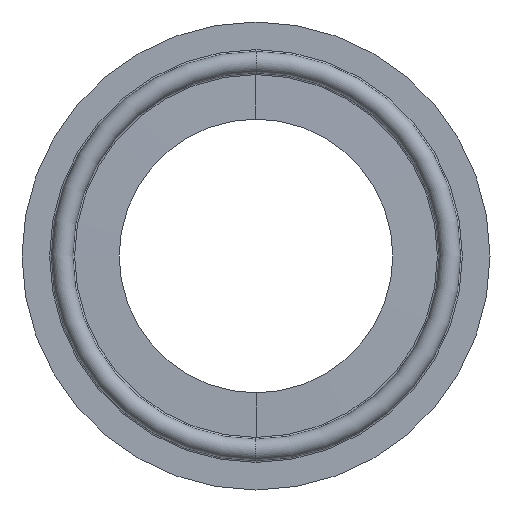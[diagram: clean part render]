
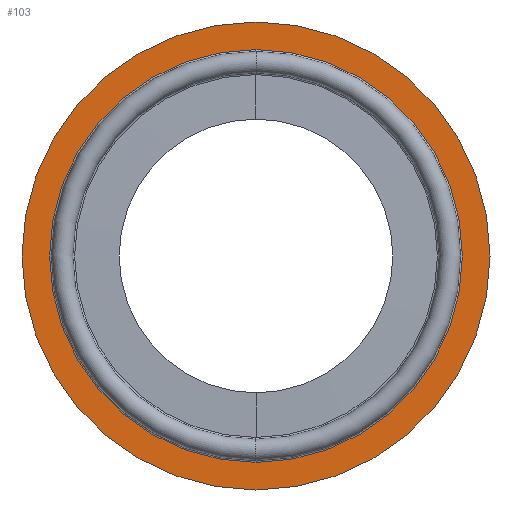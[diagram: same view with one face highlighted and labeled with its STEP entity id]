
A CAD part, left-side view. The second image highlights one B-rep face of the part: STEP entity #103.
In plain terms, the highlighted planar face has unit normal (-1, 0, 0).
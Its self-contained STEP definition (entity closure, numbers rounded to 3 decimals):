
#3 = VERTEX_POINT ( 'NONE', #139 ) ;
#17 = CARTESIAN_POINT ( 'NONE',  ( -0.9, 0., 0. ) ) ;
#47 = EDGE_CURVE ( 'NONE', #3, #416, #452, .T. ) ;
#52 = ORIENTED_EDGE ( 'NONE', *, *, #818, .T. ) ;
#57 = ORIENTED_EDGE ( 'NONE', *, *, #381, .T. ) ;
#60 = DIRECTION ( 'NONE',  ( 0., 0., -1. ) ) ;
#88 = EDGE_LOOP ( 'NONE', ( #52, #57 ) ) ;
#103 = ADVANCED_FACE ( 'NONE', ( #622, #692 ), #899, .F. ) ;
#139 = CARTESIAN_POINT ( 'NONE',  ( -0.9, 0., -26.25 ) ) ;
#140 = DIRECTION ( 'NONE',  ( 0., 0., -1. ) ) ;
#147 = AXIS2_PLACEMENT_3D ( 'NONE', #645, #856, #319 ) ;
#195 = DIRECTION ( 'NONE',  ( 1., 0., 0. ) ) ;
#198 = EDGE_CURVE ( 'NONE', #416, #3, #868, .T. ) ;
#263 = VERTEX_POINT ( 'NONE', #785 ) ;
#319 = DIRECTION ( 'NONE',  ( 0., 0., 1. ) ) ;
#328 = VERTEX_POINT ( 'NONE', #440 ) ;
#381 = EDGE_CURVE ( 'NONE', #263, #328, #524, .T. ) ;
#392 = AXIS2_PLACEMENT_3D ( 'NONE', #842, #703, #771 ) ;
#416 = VERTEX_POINT ( 'NONE', #564 ) ;
#440 = CARTESIAN_POINT ( 'NONE',  ( -0.9, 0., -23.15 ) ) ;
#441 = DIRECTION ( 'NONE',  ( 0., 0., 1. ) ) ;
#452 = CIRCLE ( 'NONE', #147, 26.25 ) ;
#465 = ORIENTED_EDGE ( 'NONE', *, *, #47, .T. ) ;
#490 = EDGE_LOOP ( 'NONE', ( #501, #465 ) ) ;
#501 = ORIENTED_EDGE ( 'NONE', *, *, #198, .T. ) ;
#515 = AXIS2_PLACEMENT_3D ( 'NONE', #17, #896, #140 ) ;
#524 = CIRCLE ( 'NONE', #515, 23.15 ) ;
#564 = CARTESIAN_POINT ( 'NONE',  ( -0.9, 0., 26.25 ) ) ;
#584 = DIRECTION ( 'NONE',  ( -1., 0., 0. ) ) ;
#622 = FACE_BOUND ( 'NONE', #88, .T. ) ;
#645 = CARTESIAN_POINT ( 'NONE',  ( -0.9, 0., 0. ) ) ;
#692 = FACE_OUTER_BOUND ( 'NONE', #490, .T. ) ;
#703 = DIRECTION ( 'NONE',  ( 1., 0., 0. ) ) ;
#762 = AXIS2_PLACEMENT_3D ( 'NONE', #795, #584, #441 ) ;
#766 = CIRCLE ( 'NONE', #392, 23.15 ) ;
#771 = DIRECTION ( 'NONE',  ( 0., 0., -1. ) ) ;
#785 = CARTESIAN_POINT ( 'NONE',  ( -0.9, 0., 23.15 ) ) ;
#795 = CARTESIAN_POINT ( 'NONE',  ( -0.9, 0., 0. ) ) ;
#818 = EDGE_CURVE ( 'NONE', #328, #263, #766, .T. ) ;
#835 = CARTESIAN_POINT ( 'NONE',  ( -0.9, 22.95, 0. ) ) ;
#842 = CARTESIAN_POINT ( 'NONE',  ( -0.9, 0., 0. ) ) ;
#856 = DIRECTION ( 'NONE',  ( -1., 0., 0. ) ) ;
#868 = CIRCLE ( 'NONE', #762, 26.25 ) ;
#893 = AXIS2_PLACEMENT_3D ( 'NONE', #835, #195, #60 ) ;
#896 = DIRECTION ( 'NONE',  ( 1., 0., 0. ) ) ;
#899 = PLANE ( 'NONE',  #893 ) ;
